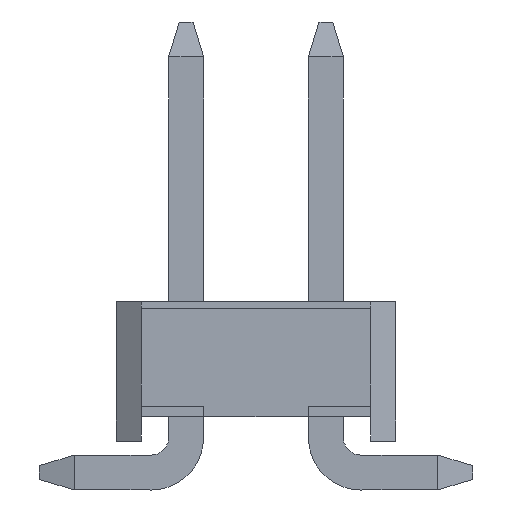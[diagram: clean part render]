
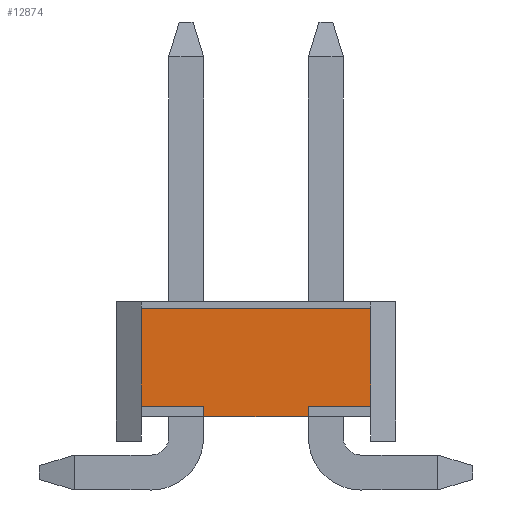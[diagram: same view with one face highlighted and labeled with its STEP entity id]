
A CAD part, front view. The second image highlights one B-rep face of the part: STEP entity #12874.
In plain terms, the highlighted face is planar.
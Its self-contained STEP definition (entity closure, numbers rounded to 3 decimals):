
#3516=ORIENTED_EDGE('',*,*,#5458,.T.);
#3517=ORIENTED_EDGE('',*,*,#4503,.F.);
#3518=ORIENTED_EDGE('',*,*,#4497,.T.);
#3519=ORIENTED_EDGE('',*,*,#5459,.T.);
#3520=ORIENTED_EDGE('',*,*,#4518,.T.);
#3521=ORIENTED_EDGE('',*,*,#4523,.T.);
#3522=ORIENTED_EDGE('',*,*,#5457,.T.);
#3523=ORIENTED_EDGE('',*,*,#4537,.F.);
#4497=EDGE_CURVE('',#5947,#5948,#7277,.T.);
#4503=EDGE_CURVE('',#5947,#5952,#7283,.T.);
#4518=EDGE_CURVE('',#5962,#5964,#7298,.T.);
#4523=EDGE_CURVE('',#5964,#5967,#7303,.T.);
#4537=EDGE_CURVE('',#5979,#5978,#7317,.T.);
#5457=EDGE_CURVE('',#5967,#5978,#8237,.T.);
#5458=EDGE_CURVE('',#5979,#5952,#8238,.T.);
#5459=EDGE_CURVE('',#5948,#5962,#8239,.T.);
#5947=VERTEX_POINT('',#18849);
#5948=VERTEX_POINT('',#18850);
#5952=VERTEX_POINT('',#18859);
#5962=VERTEX_POINT('',#18888);
#5964=VERTEX_POINT('',#18892);
#5967=VERTEX_POINT('',#18902);
#5978=VERTEX_POINT('',#18930);
#5979=VERTEX_POINT('',#18932);
#7277=LINE('',#18848,#8969);
#7283=LINE('',#18861,#8975);
#7298=LINE('',#18893,#8990);
#7303=LINE('',#18903,#8995);
#7317=LINE('',#18933,#9009);
#8237=LINE('',#20768,#9929);
#8238=LINE('',#20770,#9930);
#8239=LINE('',#20772,#9931);
#8969=VECTOR('',#15498,1000.);
#8975=VECTOR('',#15506,1000.);
#8990=VECTOR('',#15531,1000.);
#8995=VECTOR('',#15540,1000.);
#9009=VECTOR('',#15562,1000.);
#9929=VECTOR('',#17176,1000.);
#9930=VECTOR('',#17179,1000.);
#9931=VECTOR('',#17182,1000.);
#10676=EDGE_LOOP('',(#3516,#3517,#3518,#3519,#3520,#3521,#3522,#3523));
#11442=FACE_BOUND('',#10676,.T.);
#12148=PLANE('',#13876);
#12874=ADVANCED_FACE('',(#11442),#12148,.T.);
#13876=AXIS2_PLACEMENT_3D('',#20771,#17180,#17181);
#15498=DIRECTION('',(0.,0.,-1.));
#15506=DIRECTION('',(0.,1.,0.));
#15531=DIRECTION('',(0.,0.,1.));
#15540=DIRECTION('',(0.,-1.,0.));
#15562=DIRECTION('',(0.,-1.,0.));
#17176=DIRECTION('',(0.,0.,1.));
#17179=DIRECTION('',(0.,0.,-1.));
#17180=DIRECTION('',(-1.,0.,0.));
#17181=DIRECTION('',(0.,0.,1.));
#17182=DIRECTION('',(0.,-1.,0.));
#18848=CARTESIAN_POINT('',(-10.,0.75,-0.5));
#18849=CARTESIAN_POINT('',(-10.,0.75,-0.5));
#18850=CARTESIAN_POINT('',(-10.,0.75,-0.65));
#18859=CARTESIAN_POINT('',(-10.,1.64,-0.5));
#18861=CARTESIAN_POINT('',(-10.,0.75,-0.5));
#18888=CARTESIAN_POINT('',(-10.,-0.75,-0.65));
#18892=CARTESIAN_POINT('',(-10.,-0.75,-0.5));
#18893=CARTESIAN_POINT('',(-10.,-0.75,-0.65));
#18902=CARTESIAN_POINT('',(-10.,-1.64,-0.5));
#18903=CARTESIAN_POINT('',(-10.,-0.75,-0.5));
#18930=CARTESIAN_POINT('',(-10.,-1.64,0.9));
#18932=CARTESIAN_POINT('',(-10.,1.64,0.9));
#18933=CARTESIAN_POINT('',(-10.,1.64,0.9));
#20768=CARTESIAN_POINT('',(-10.,-1.64,0.));
#20770=CARTESIAN_POINT('',(-10.,1.64,0.));
#20771=CARTESIAN_POINT('',(-10.,0.,0.));
#20772=CARTESIAN_POINT('',(-10.,0.,-0.65));
